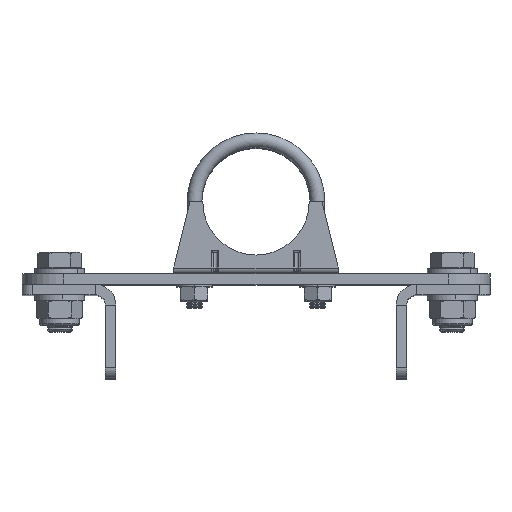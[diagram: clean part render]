
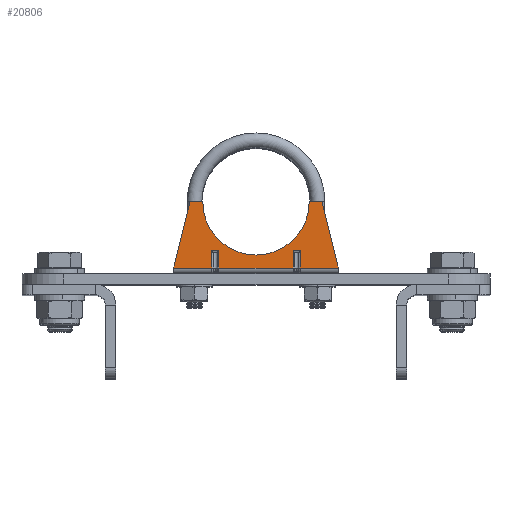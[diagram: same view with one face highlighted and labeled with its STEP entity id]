
A CAD part, top view. The second image highlights one B-rep face of the part: STEP entity #20806.
In plain terms, the highlighted planar face has unit normal (0, 0, 1).
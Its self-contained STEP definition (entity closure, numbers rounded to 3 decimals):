
#319 = VECTOR ( 'NONE', #8574, 1000. ) ;
#423 = CARTESIAN_POINT ( 'NONE',  ( 17.768, 9., 8. ) ) ;
#618 = LINE ( 'NONE', #11501, #19294 ) ;
#865 = VERTEX_POINT ( 'NONE', #13930 ) ;
#1116 = VECTOR ( 'NONE', #23607, 1000. ) ;
#1357 = ORIENTED_EDGE ( 'NONE', *, *, #6822, .T. ) ;
#1897 = VECTOR ( 'NONE', #6328, 1000. ) ;
#2239 = DIRECTION ( 'NONE',  ( 1., 0., 0. ) ) ;
#2317 = LINE ( 'NONE', #23924, #1116 ) ;
#2868 = LINE ( 'NONE', #21511, #12297 ) ;
#3696 = VERTEX_POINT ( 'NONE', #8275 ) ;
#3939 = CARTESIAN_POINT ( 'NONE',  ( 39.5, 32.5, 8. ) ) ;
#3988 = LINE ( 'NONE', #20175, #9289 ) ;
#4516 = LINE ( 'NONE', #3939, #24273 ) ;
#4880 = LINE ( 'NONE', #20586, #23472 ) ;
#5026 = EDGE_CURVE ( 'NONE', #12967, #17887, #17380, .T. ) ;
#6160 = CARTESIAN_POINT ( 'NONE',  ( 21.232, 9., 8. ) ) ;
#6328 = DIRECTION ( 'NONE',  ( -1., 0., 0. ) ) ;
#6422 = CARTESIAN_POINT ( 'NONE',  ( 39.5, 32.5, 8. ) ) ;
#6509 = DIRECTION ( 'NONE',  ( 1., 0., 0. ) ) ;
#6822 = EDGE_CURVE ( 'NONE', #11957, #11094, #22200, .T. ) ;
#6834 = VECTOR ( 'NONE', #15179, 1000. ) ;
#6983 = EDGE_CURVE ( 'NONE', #18942, #17593, #4516, .T. ) ;
#7009 = CARTESIAN_POINT ( 'NONE',  ( 17.768, 0.78, 8. ) ) ;
#7386 = EDGE_CURVE ( 'NONE', #3696, #18942, #17168, .T. ) ;
#7868 = ORIENTED_EDGE ( 'NONE', *, *, #21138, .F. ) ;
#7921 = VERTEX_POINT ( 'NONE', #10005 ) ;
#8275 = CARTESIAN_POINT ( 'NONE',  ( 25.5, 32.5, 8. ) ) ;
#8302 = ORIENTED_EDGE ( 'NONE', *, *, #9250, .F. ) ;
#8574 = DIRECTION ( 'NONE',  ( 0., 1., 0. ) ) ;
#9126 = FACE_OUTER_BOUND ( 'NONE', #21165, .T. ) ;
#9250 = EDGE_CURVE ( 'NONE', #21850, #7921, #18869, .T. ) ;
#9289 = VECTOR ( 'NONE', #14713, 1000. ) ;
#9325 = VERTEX_POINT ( 'NONE', #12982 ) ;
#9433 = CARTESIAN_POINT ( 'NONE',  ( 39.5, 32.5, 8. ) ) ;
#9533 = DIRECTION ( 'NONE',  ( 0.245, 0.97, 0. ) ) ;
#9616 = ORIENTED_EDGE ( 'NONE', *, *, #7386, .T. ) ;
#9633 = VERTEX_POINT ( 'NONE', #13957 ) ;
#10005 = CARTESIAN_POINT ( 'NONE',  ( -39.5, 0.78, 8. ) ) ;
#10132 = EDGE_CURVE ( 'NONE', #865, #22129, #2868, .T. ) ;
#10203 = VERTEX_POINT ( 'NONE', #14158 ) ;
#10255 = VECTOR ( 'NONE', #2239, 1000. ) ;
#10639 = ORIENTED_EDGE ( 'NONE', *, *, #5026, .F. ) ;
#10862 = CARTESIAN_POINT ( 'NONE',  ( 39.5, 0.78, 8. ) ) ;
#11094 = VERTEX_POINT ( 'NONE', #423 ) ;
#11271 = EDGE_CURVE ( 'NONE', #12967, #3696, #18774, .T. ) ;
#11476 = EDGE_CURVE ( 'NONE', #9325, #9633, #3988, .T. ) ;
#11501 = CARTESIAN_POINT ( 'NONE',  ( -27.254, 49.336, 8. ) ) ;
#11603 = DIRECTION ( 'NONE',  ( -1., 0., 0. ) ) ;
#11957 = VERTEX_POINT ( 'NONE', #7009 ) ;
#12289 = ORIENTED_EDGE ( 'NONE', *, *, #11476, .T. ) ;
#12297 = VECTOR ( 'NONE', #6509, 1000. ) ;
#12328 = ORIENTED_EDGE ( 'NONE', *, *, #14194, .T. ) ;
#12525 = ORIENTED_EDGE ( 'NONE', *, *, #18692, .F. ) ;
#12658 = CARTESIAN_POINT ( 'NONE',  ( -25.5, 32.5, 8. ) ) ;
#12967 = VERTEX_POINT ( 'NONE', #14606 ) ;
#12982 = CARTESIAN_POINT ( 'NONE',  ( 21.232, 9., 8. ) ) ;
#13588 = ORIENTED_EDGE ( 'NONE', *, *, #22352, .T. ) ;
#13862 = DIRECTION ( 'NONE',  ( 0., -1., 0. ) ) ;
#13930 = CARTESIAN_POINT ( 'NONE',  ( -21.232, 9., 8. ) ) ;
#13957 = CARTESIAN_POINT ( 'NONE',  ( 21.232, 0.78, 8. ) ) ;
#13995 = EDGE_CURVE ( 'NONE', #21850, #865, #16861, .T. ) ;
#14158 = CARTESIAN_POINT ( 'NONE',  ( -17.768, 0.78, 8. ) ) ;
#14194 = EDGE_CURVE ( 'NONE', #22129, #10203, #21571, .T. ) ;
#14556 = CARTESIAN_POINT ( 'NONE',  ( 39.5, 0.78, 8. ) ) ;
#14606 = CARTESIAN_POINT ( 'NONE',  ( 31.5, 32.5, 8. ) ) ;
#14713 = DIRECTION ( 'NONE',  ( 0., -1., 0. ) ) ;
#14879 = CARTESIAN_POINT ( 'NONE',  ( -17.768, 9., 8. ) ) ;
#15103 = DIRECTION ( 'NONE',  ( 0., -1., 0. ) ) ;
#15179 = DIRECTION ( 'NONE',  ( 0., 1., 0. ) ) ;
#15528 = ORIENTED_EDGE ( 'NONE', *, *, #10132, .T. ) ;
#15621 = VECTOR ( 'NONE', #21783, 1000. ) ;
#15973 = CARTESIAN_POINT ( 'NONE',  ( -21.232, 0.78, 8. ) ) ;
#16072 = CARTESIAN_POINT ( 'NONE',  ( 17.768, 32.5, 8. ) ) ;
#16459 = DIRECTION ( 'NONE',  ( -1., 0., 0. ) ) ;
#16686 = CARTESIAN_POINT ( 'NONE',  ( -21.232, 8., 8. ) ) ;
#16861 = LINE ( 'NONE', #16686, #6834 ) ;
#17168 = CIRCLE ( 'NONE', #21800, 25.5 ) ;
#17380 = LINE ( 'NONE', #19897, #15621 ) ;
#17593 = VERTEX_POINT ( 'NONE', #21049 ) ;
#17885 = ORIENTED_EDGE ( 'NONE', *, *, #13995, .T. ) ;
#17887 = VERTEX_POINT ( 'NONE', #10862 ) ;
#18692 = EDGE_CURVE ( 'NONE', #11957, #10203, #4880, .T. ) ;
#18774 = LINE ( 'NONE', #6422, #1897 ) ;
#18864 = ORIENTED_EDGE ( 'NONE', *, *, #6983, .T. ) ;
#18869 = LINE ( 'NONE', #14556, #21510 ) ;
#18942 = VERTEX_POINT ( 'NONE', #12658 ) ;
#19294 = VECTOR ( 'NONE', #9533, 1000. ) ;
#19338 = CARTESIAN_POINT ( 'NONE',  ( -17.768, 0.78, 8. ) ) ;
#19897 = CARTESIAN_POINT ( 'NONE',  ( 31.978, 30.603, 8. ) ) ;
#20175 = CARTESIAN_POINT ( 'NONE',  ( 21.232, 32.5, 8. ) ) ;
#20201 = EDGE_CURVE ( 'NONE', #7921, #17593, #618, .T. ) ;
#20484 = ORIENTED_EDGE ( 'NONE', *, *, #20201, .F. ) ;
#20586 = CARTESIAN_POINT ( 'NONE',  ( 39.5, 0.78, 8. ) ) ;
#20669 = DIRECTION ( 'NONE',  ( -1., 0., 0. ) ) ;
#20806 = ADVANCED_FACE ( 'NONE', ( #9126 ), #24358, .T. ) ;
#21049 = CARTESIAN_POINT ( 'NONE',  ( -31.5, 32.5, 8. ) ) ;
#21077 = ORIENTED_EDGE ( 'NONE', *, *, #11271, .T. ) ;
#21138 = EDGE_CURVE ( 'NONE', #17887, #9633, #2317, .T. ) ;
#21165 = EDGE_LOOP ( 'NONE', ( #1357, #13588, #12289, #7868, #10639, #21077, #9616, #18864, #20484, #8302, #17885, #15528, #12328, #12525 ) ) ;
#21510 = VECTOR ( 'NONE', #16459, 1000. ) ;
#21511 = CARTESIAN_POINT ( 'NONE',  ( -17.768, 9., 8. ) ) ;
#21571 = LINE ( 'NONE', #19338, #24218 ) ;
#21783 = DIRECTION ( 'NONE',  ( 0.245, -0.97, 0. ) ) ;
#21785 = LINE ( 'NONE', #6160, #10255 ) ;
#21800 = AXIS2_PLACEMENT_3D ( 'NONE', #22302, #22064, #24126 ) ;
#21850 = VERTEX_POINT ( 'NONE', #15973 ) ;
#22064 = DIRECTION ( 'NONE',  ( 0., 0., -1. ) ) ;
#22129 = VERTEX_POINT ( 'NONE', #14879 ) ;
#22200 = LINE ( 'NONE', #16072, #319 ) ;
#22302 = CARTESIAN_POINT ( 'NONE',  ( 0., 32.5, 8. ) ) ;
#22352 = EDGE_CURVE ( 'NONE', #11094, #9325, #21785, .T. ) ;
#22619 = DIRECTION ( 'NONE',  ( 0., 0., 1. ) ) ;
#22973 = AXIS2_PLACEMENT_3D ( 'NONE', #9433, #22619, #15103 ) ;
#23472 = VECTOR ( 'NONE', #20669, 1000. ) ;
#23607 = DIRECTION ( 'NONE',  ( -1., 0., 0. ) ) ;
#23924 = CARTESIAN_POINT ( 'NONE',  ( 39.5, 0.78, 8. ) ) ;
#24126 = DIRECTION ( 'NONE',  ( 0., 1., 0. ) ) ;
#24218 = VECTOR ( 'NONE', #13862, 1000. ) ;
#24273 = VECTOR ( 'NONE', #11603, 1000. ) ;
#24358 = PLANE ( 'NONE',  #22973 ) ;
